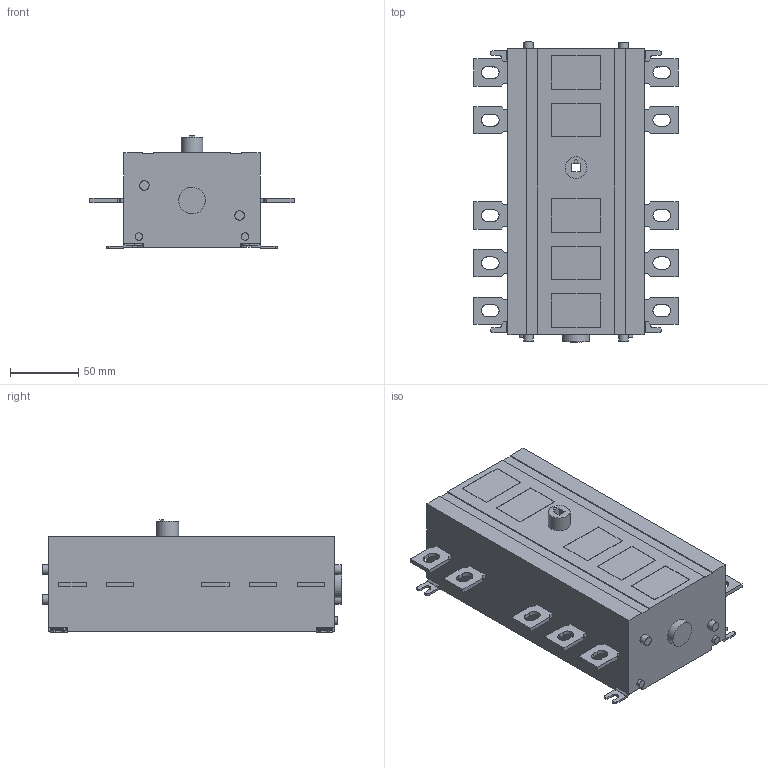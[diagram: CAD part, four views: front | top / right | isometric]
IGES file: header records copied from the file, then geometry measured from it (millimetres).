
Global section: file name: OT200E23.igs; preprocessor: I-DEAS 3D IGES Translator 11; date: 20090908.132233; units: millimetre
Bounding box: 150 x 220.4 x 82.5 mm (x, y, z)
Volume: 1470807.7 mm3; surface area: 101405.2 mm2
Topology: 1 solids, 1 shells, 357 faces, 1040 edges, 760 vertices
Faces by surface type: bspline 357
